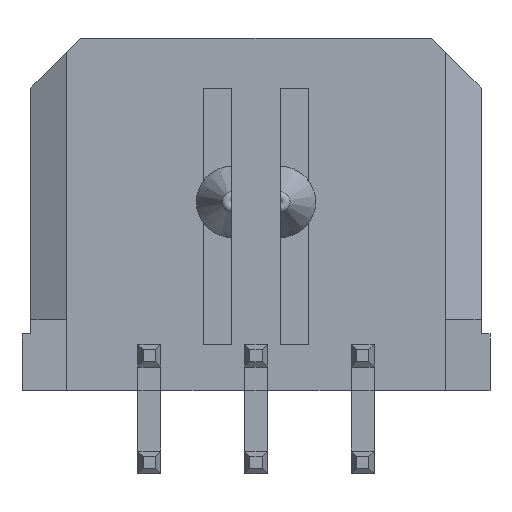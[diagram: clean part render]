
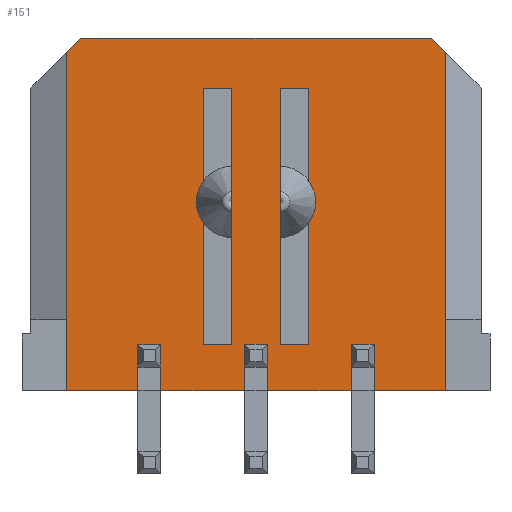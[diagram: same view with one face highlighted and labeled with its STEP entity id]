
A CAD part, front view. The second image highlights one B-rep face of the part: STEP entity #151.
In plain terms, the highlighted planar face has unit normal (0, -1, 0).
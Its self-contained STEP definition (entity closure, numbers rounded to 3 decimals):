
#151=ADVANCED_FACE('',(#521,#522,#523),#524,.T.);
#521=FACE_OUTER_BOUND('',#1095,.T.);
#522=FACE_BOUND('',#1096,.T.);
#523=FACE_BOUND('',#1097,.T.);
#524=PLANE('',#1098);
#1095=EDGE_LOOP('',(#2151,#2152,#2153,#2154,#2155,#2156,#2157,#2158,#2159,#2160,#2161,#2162,#2163,#2164,#2165,#2166,#2167,#2168,#2169,#2170,#2171,#2172,#2173,#2174,#2175,#2176));
#1096=EDGE_LOOP('',(#2177,#2178,#2179,#2180));
#1097=EDGE_LOOP('',(#2181,#2182,#2183,#2184));
#1098=AXIS2_PLACEMENT_3D('',#2185,#2186,#2187);
#2151=ORIENTED_EDGE('',*,*,#4063,.F.);
#2152=ORIENTED_EDGE('',*,*,#3920,.F.);
#2153=ORIENTED_EDGE('',*,*,#3977,.T.);
#2154=ORIENTED_EDGE('',*,*,#4064,.T.);
#2155=ORIENTED_EDGE('',*,*,#4065,.T.);
#2156=ORIENTED_EDGE('',*,*,#4066,.F.);
#2157=ORIENTED_EDGE('',*,*,#3958,.F.);
#2158=ORIENTED_EDGE('',*,*,#3912,.F.);
#2159=ORIENTED_EDGE('',*,*,#4050,.T.);
#2160=ORIENTED_EDGE('',*,*,#4067,.T.);
#2161=ORIENTED_EDGE('',*,*,#4068,.F.);
#2162=ORIENTED_EDGE('',*,*,#4069,.F.);
#2163=ORIENTED_EDGE('',*,*,#4070,.F.);
#2164=ORIENTED_EDGE('',*,*,#3929,.F.);
#2165=ORIENTED_EDGE('',*,*,#4071,.F.);
#2166=ORIENTED_EDGE('',*,*,#4072,.F.);
#2167=ORIENTED_EDGE('',*,*,#3876,.T.);
#2168=ORIENTED_EDGE('',*,*,#4073,.F.);
#2169=ORIENTED_EDGE('',*,*,#3883,.T.);
#2170=ORIENTED_EDGE('',*,*,#4074,.T.);
#2171=ORIENTED_EDGE('',*,*,#4075,.T.);
#2172=ORIENTED_EDGE('',*,*,#3938,.F.);
#2173=ORIENTED_EDGE('',*,*,#4006,.T.);
#2174=ORIENTED_EDGE('',*,*,#4027,.T.);
#2175=ORIENTED_EDGE('',*,*,#4076,.T.);
#2176=ORIENTED_EDGE('',*,*,#4077,.F.);
#2177=ORIENTED_EDGE('',*,*,#4078,.F.);
#2178=ORIENTED_EDGE('',*,*,#4079,.T.);
#2179=ORIENTED_EDGE('',*,*,#4080,.F.);
#2180=ORIENTED_EDGE('',*,*,#4081,.T.);
#2181=ORIENTED_EDGE('',*,*,#4082,.F.);
#2182=ORIENTED_EDGE('',*,*,#4083,.F.);
#2183=ORIENTED_EDGE('',*,*,#4084,.F.);
#2184=ORIENTED_EDGE('',*,*,#4085,.T.);
#2185=CARTESIAN_POINT('',(-6.325,-3.435,4.95));
#2186=DIRECTION('',(0.0,-1.0,0.0));
#2187=DIRECTION('',(0.0,0.0,-1.0));
#3876=EDGE_CURVE('',#4716,#4714,#4717,.T.);
#3883=EDGE_CURVE('',#4726,#4724,#4727,.T.);
#3912=EDGE_CURVE('',#4775,#4777,#4778,.T.);
#3920=EDGE_CURVE('',#4791,#4793,#4794,.T.);
#3929=EDGE_CURVE('',#4809,#4811,#4812,.T.);
#3938=EDGE_CURVE('',#4826,#4828,#4829,.T.);
#3958=EDGE_CURVE('',#4777,#4865,#4866,.T.);
#3977=EDGE_CURVE('',#4791,#4899,#4900,.T.);
#4006=EDGE_CURVE('',#4826,#4947,#4948,.T.);
#4027=EDGE_CURVE('',#4947,#4981,#4984,.T.);
#4050=EDGE_CURVE('',#4775,#5020,#5022,.T.);
#4063=EDGE_CURVE('',#4793,#5046,#5047,.T.);
#4064=EDGE_CURVE('',#4899,#5048,#5049,.T.);
#4065=EDGE_CURVE('',#5048,#5050,#5051,.T.);
#4066=EDGE_CURVE('',#4865,#5050,#5052,.T.);
#4067=EDGE_CURVE('',#5020,#5053,#5054,.T.);
#4068=EDGE_CURVE('',#5055,#5053,#5056,.T.);
#4069=EDGE_CURVE('',#5057,#5055,#5058,.T.);
#4070=EDGE_CURVE('',#4811,#5057,#5059,.T.);
#4071=EDGE_CURVE('',#5060,#4809,#5061,.T.);
#4072=EDGE_CURVE('',#4716,#5060,#5062,.T.);
#4073=EDGE_CURVE('',#4726,#4714,#5063,.T.);
#4074=EDGE_CURVE('',#4724,#5064,#5065,.T.);
#4075=EDGE_CURVE('',#5064,#4828,#5066,.T.);
#4076=EDGE_CURVE('',#4981,#5067,#5068,.T.);
#4077=EDGE_CURVE('',#5046,#5067,#5069,.T.);
#4078=EDGE_CURVE('',#5070,#5071,#5072,.T.);
#4079=EDGE_CURVE('',#5070,#5073,#5074,.T.);
#4080=EDGE_CURVE('',#5075,#5073,#5076,.T.);
#4081=EDGE_CURVE('',#5075,#5071,#5077,.T.);
#4082=EDGE_CURVE('',#5078,#5079,#5080,.T.);
#4083=EDGE_CURVE('',#5081,#5078,#5082,.T.);
#4084=EDGE_CURVE('',#5083,#5081,#5084,.T.);
#4085=EDGE_CURVE('',#5083,#5079,#5085,.T.);
#4714=VERTEX_POINT('',#5964);
#4716=VERTEX_POINT('',#5967);
#4717=LINE('',#5968,#5969);
#4724=VERTEX_POINT('',#5981);
#4726=VERTEX_POINT('',#5984);
#4727=LINE('',#5985,#5986);
#4775=VERTEX_POINT('',#6059);
#4777=VERTEX_POINT('',#6062);
#4778=LINE('',#6063,#6064);
#4791=VERTEX_POINT('',#6083);
#4793=VERTEX_POINT('',#6086);
#4794=LINE('',#6087,#6088);
#4809=VERTEX_POINT('',#6110);
#4811=VERTEX_POINT('',#6113);
#4812=LINE('',#6114,#6115);
#4826=VERTEX_POINT('',#6136);
#4828=VERTEX_POINT('',#6139);
#4829=LINE('',#6140,#6141);
#4865=VERTEX_POINT('',#6196);
#4866=LINE('',#6197,#6198);
#4899=VERTEX_POINT('',#6249);
#4900=LINE('',#6250,#6251);
#4947=VERTEX_POINT('',#6326);
#4948=LINE('',#6327,#6328);
#4981=VERTEX_POINT('',#6380);
#4984=LINE('',#6384,#6385);
#5020=VERTEX_POINT('',#6442);
#5022=LINE('',#6445,#6446);
#5046=VERTEX_POINT('',#6482);
#5047=LINE('',#6483,#6484);
#5048=VERTEX_POINT('',#6485);
#5049=LINE('',#6486,#6487);
#5050=VERTEX_POINT('',#6488);
#5051=LINE('',#6489,#6490);
#5052=LINE('',#6491,#6492);
#5053=VERTEX_POINT('',#6493);
#5054=LINE('',#6494,#6495);
#5055=VERTEX_POINT('',#6496);
#5056=LINE('',#6497,#6498);
#5057=VERTEX_POINT('',#6499);
#5058=LINE('',#6500,#6501);
#5059=LINE('',#6502,#6503);
#5060=VERTEX_POINT('',#6504);
#5061=LINE('',#6505,#6506);
#5062=LINE('',#6507,#6508);
#5063=LINE('',#6509,#6510);
#5064=VERTEX_POINT('',#6511);
#5065=LINE('',#6512,#6513);
#5066=LINE('',#6514,#6515);
#5067=VERTEX_POINT('',#6516);
#5068=LINE('',#6517,#6518);
#5069=LINE('',#6519,#6520);
#5070=VERTEX_POINT('',#6521);
#5071=VERTEX_POINT('',#6522);
#5072=LINE('',#6523,#6524);
#5073=VERTEX_POINT('',#6525);
#5074=LINE('',#6526,#6527);
#5075=VERTEX_POINT('',#6528);
#5076=LINE('',#6529,#6530);
#5077=LINE('',#6531,#6532);
#5078=VERTEX_POINT('',#6533);
#5079=VERTEX_POINT('',#6534);
#5080=LINE('',#6535,#6536);
#5081=VERTEX_POINT('',#6537);
#5082=LINE('',#6538,#6539);
#5083=VERTEX_POINT('',#6540);
#5084=LINE('',#6541,#6542);
#5085=LINE('',#6543,#6544);
#5964=CARTESIAN_POINT('',(4.925,-3.435,4.95));
#5967=CARTESIAN_POINT('',(5.325,-3.435,4.55));
#5968=CARTESIAN_POINT('',(5.325,-3.435,4.55));
#5969=VECTOR('',#7603,0.566);
#5981=CARTESIAN_POINT('',(-5.325,-3.435,4.55));
#5984=CARTESIAN_POINT('',(-4.925,-3.435,4.95));
#5985=CARTESIAN_POINT('',(-4.925,-3.435,4.95));
#5986=VECTOR('',#7610,0.566);
#6059=CARTESIAN_POINT('',(2.68,-3.435,-4.96));
#6062=CARTESIAN_POINT('',(0.32,-3.435,-4.96));
#6063=CARTESIAN_POINT('',(2.68,-3.435,-4.96));
#6064=VECTOR('',#7643,2.36);
#6083=CARTESIAN_POINT('',(-0.32,-3.435,-4.96));
#6086=CARTESIAN_POINT('',(-2.68,-3.435,-4.96));
#6087=CARTESIAN_POINT('',(-0.32,-3.435,-4.96));
#6088=VECTOR('',#7651,2.36);
#6110=CARTESIAN_POINT('',(5.325,-3.435,-4.96));
#6113=CARTESIAN_POINT('',(3.32,-3.435,-4.96));
#6114=CARTESIAN_POINT('',(5.325,-3.435,-4.96));
#6115=VECTOR('',#7660,2.005);
#6136=CARTESIAN_POINT('',(-3.32,-3.435,-4.96));
#6139=CARTESIAN_POINT('',(-5.325,-3.435,-4.96));
#6140=CARTESIAN_POINT('',(-3.32,-3.435,-4.96));
#6141=VECTOR('',#7669,2.005);
#6196=CARTESIAN_POINT('',(0.32,-3.435,-4.29));
#6197=CARTESIAN_POINT('',(0.32,-3.435,-4.96));
#6198=VECTOR('',#7689,0.67);
#6249=CARTESIAN_POINT('',(-0.32,-3.435,-4.29));
#6250=CARTESIAN_POINT('',(-0.32,-3.435,-4.96));
#6251=VECTOR('',#7708,0.67);
#6326=CARTESIAN_POINT('',(-3.32,-3.435,-4.29));
#6327=CARTESIAN_POINT('',(-3.32,-3.435,-4.96));
#6328=VECTOR('',#7737,0.67);
#6380=CARTESIAN_POINT('',(-3.32,-3.435,-3.65));
#6384=CARTESIAN_POINT('',(-3.32,-3.435,-4.29));
#6385=VECTOR('',#7758,0.64);
#6442=CARTESIAN_POINT('',(2.68,-3.435,-4.29));
#6445=CARTESIAN_POINT('',(2.68,-3.435,-4.96));
#6446=VECTOR('',#7781,0.67);
#6482=CARTESIAN_POINT('',(-2.68,-3.435,-4.29));
#6483=CARTESIAN_POINT('',(-2.68,-3.435,-4.96));
#6484=VECTOR('',#7794,0.67);
#6485=CARTESIAN_POINT('',(-0.32,-3.435,-3.65));
#6486=CARTESIAN_POINT('',(-0.32,-3.435,-4.29));
#6487=VECTOR('',#7795,0.64);
#6488=CARTESIAN_POINT('',(0.32,-3.435,-3.65));
#6489=CARTESIAN_POINT('',(-0.32,-3.435,-3.65));
#6490=VECTOR('',#7796,0.64);
#6491=CARTESIAN_POINT('',(0.32,-3.435,-4.29));
#6492=VECTOR('',#7797,0.64);
#6493=CARTESIAN_POINT('',(2.68,-3.435,-3.65));
#6494=CARTESIAN_POINT('',(2.68,-3.435,-4.29));
#6495=VECTOR('',#7798,0.64);
#6496=CARTESIAN_POINT('',(3.32,-3.435,-3.65));
#6497=CARTESIAN_POINT('',(3.32,-3.435,-3.65));
#6498=VECTOR('',#7799,0.64);
#6499=CARTESIAN_POINT('',(3.32,-3.435,-4.29));
#6500=CARTESIAN_POINT('',(3.32,-3.435,-4.29));
#6501=VECTOR('',#7800,0.64);
#6502=CARTESIAN_POINT('',(3.32,-3.435,-4.96));
#6503=VECTOR('',#7801,0.67);
#6504=CARTESIAN_POINT('',(5.325,-3.435,-2.96));
#6505=CARTESIAN_POINT('',(5.325,-3.435,-2.96));
#6506=VECTOR('',#7802,2.0);
#6507=CARTESIAN_POINT('',(5.325,-3.435,4.55));
#6508=VECTOR('',#7803,7.51);
#6509=CARTESIAN_POINT('',(-4.925,-3.435,4.95));
#6510=VECTOR('',#7804,9.85);
#6511=CARTESIAN_POINT('',(-5.325,-3.435,-2.96));
#6512=CARTESIAN_POINT('',(-5.325,-3.435,4.55));
#6513=VECTOR('',#7805,7.51);
#6514=CARTESIAN_POINT('',(-5.325,-3.435,-2.96));
#6515=VECTOR('',#7806,2.0);
#6516=CARTESIAN_POINT('',(-2.68,-3.435,-3.65));
#6517=CARTESIAN_POINT('',(-3.32,-3.435,-3.65));
#6518=VECTOR('',#7807,0.64);
#6519=CARTESIAN_POINT('',(-2.68,-3.435,-4.29));
#6520=VECTOR('',#7808,0.64);
#6521=CARTESIAN_POINT('',(-0.675,-3.435,3.54));
#6522=CARTESIAN_POINT('',(-1.475,-3.435,3.54));
#6523=CARTESIAN_POINT('',(-0.675,-3.435,3.54));
#6524=VECTOR('',#7809,0.8);
#6525=CARTESIAN_POINT('',(-0.675,-3.435,-3.66));
#6526=CARTESIAN_POINT('',(-0.675,-3.435,3.54));
#6527=VECTOR('',#7810,7.2);
#6528=CARTESIAN_POINT('',(-1.475,-3.435,-3.66));
#6529=CARTESIAN_POINT('',(-1.475,-3.435,-3.66));
#6530=VECTOR('',#7811,0.8);
#6531=CARTESIAN_POINT('',(-1.475,-3.435,-3.66));
#6532=VECTOR('',#7812,7.2);
#6533=CARTESIAN_POINT('',(1.475,-3.435,3.54));
#6534=CARTESIAN_POINT('',(0.675,-3.435,3.54));
#6535=CARTESIAN_POINT('',(1.475,-3.435,3.54));
#6536=VECTOR('',#7813,0.8);
#6537=CARTESIAN_POINT('',(1.475,-3.435,-3.66));
#6538=CARTESIAN_POINT('',(1.475,-3.435,-3.66));
#6539=VECTOR('',#7814,7.2);
#6540=CARTESIAN_POINT('',(0.675,-3.435,-3.66));
#6541=CARTESIAN_POINT('',(0.675,-3.435,-3.66));
#6542=VECTOR('',#7815,0.8);
#6543=CARTESIAN_POINT('',(0.675,-3.435,-3.66));
#6544=VECTOR('',#7816,7.2);
#7603=DIRECTION('',(-0.707,0.0,0.707));
#7610=DIRECTION('',(-0.707,0.0,-0.707));
#7643=DIRECTION('',(-1.0,0.0,0.0));
#7651=DIRECTION('',(-1.0,0.0,0.0));
#7660=DIRECTION('',(-1.0,0.0,0.0));
#7669=DIRECTION('',(-1.0,0.0,0.0));
#7689=DIRECTION('',(0.0,0.0,1.0));
#7708=DIRECTION('',(0.0,0.0,1.0));
#7737=DIRECTION('',(0.0,0.0,1.0));
#7758=DIRECTION('',(0.0,0.0,1.0));
#7781=DIRECTION('',(0.0,0.0,1.0));
#7794=DIRECTION('',(0.0,0.0,1.0));
#7795=DIRECTION('',(0.0,0.0,1.0));
#7796=DIRECTION('',(1.0,0.0,0.0));
#7797=DIRECTION('',(0.0,0.0,1.0));
#7798=DIRECTION('',(0.0,0.0,1.0));
#7799=DIRECTION('',(-1.0,0.0,0.0));
#7800=DIRECTION('',(0.0,0.0,1.0));
#7801=DIRECTION('',(0.0,0.0,1.0));
#7802=DIRECTION('',(0.0,0.0,-1.0));
#7803=DIRECTION('',(0.0,0.0,-1.0));
#7804=DIRECTION('',(1.0,0.0,0.0));
#7805=DIRECTION('',(0.0,0.0,-1.0));
#7806=DIRECTION('',(0.0,0.0,-1.0));
#7807=DIRECTION('',(1.0,0.0,0.0));
#7808=DIRECTION('',(0.0,0.0,1.0));
#7809=DIRECTION('',(-1.0,0.0,0.0));
#7810=DIRECTION('',(0.0,0.0,-1.0));
#7811=DIRECTION('',(1.0,0.0,0.0));
#7812=DIRECTION('',(0.0,0.0,1.0));
#7813=DIRECTION('',(-1.0,0.0,0.0));
#7814=DIRECTION('',(0.0,0.0,1.0));
#7815=DIRECTION('',(1.0,0.0,0.0));
#7816=DIRECTION('',(0.0,0.0,1.0));
